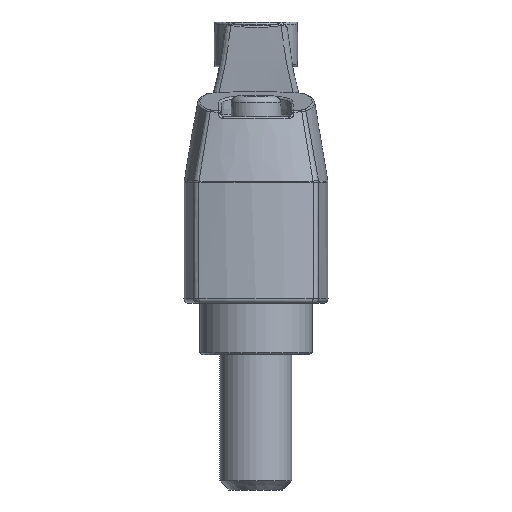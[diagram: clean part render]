
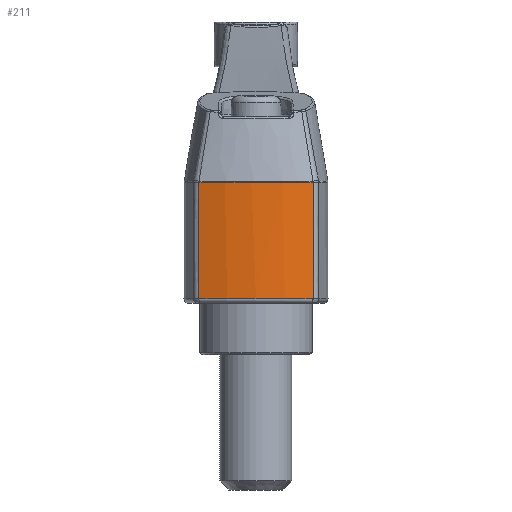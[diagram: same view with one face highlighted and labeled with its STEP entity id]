
A CAD part, left-side view. The second image highlights one B-rep face of the part: STEP entity #211.
In plain terms, the highlighted cylindrical face has radius 39.985 mm (diameter 79.97 mm), a partial arc.
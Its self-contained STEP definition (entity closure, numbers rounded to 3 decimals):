
#211 = ADVANCED_FACE( '', ( #532 ), #533, .T. );
#532 = FACE_OUTER_BOUND( '', #3282, .T. );
#533 = CYLINDRICAL_SURFACE( '', #3283, 39.985 );
#3282 = EDGE_LOOP( '', ( #12132, #12133, #12134, #12135 ) );
#3283 = AXIS2_PLACEMENT_3D( '', #12136, #12137, #12138 );
#12132 = ORIENTED_EDGE( '', *, *, #12912, .T. );
#12133 = ORIENTED_EDGE( '', *, *, #13022, .T. );
#12134 = ORIENTED_EDGE( '', *, *, #13023, .T. );
#12135 = ORIENTED_EDGE( '', *, *, #13024, .T. );
#12136 = CARTESIAN_POINT( '', ( 23.985, 0., 0. ) );
#12137 = DIRECTION( '', ( 0., 0., 1. ) );
#12138 = DIRECTION( '', ( -1., 0., 0. ) );
#12912 = EDGE_CURVE( '', #13353, #13351, #13354, .T. );
#13022 = EDGE_CURVE( '', #13351, #13536, #13537, .F. );
#13023 = EDGE_CURVE( '', #13536, #13538, #13539, .T. );
#13024 = EDGE_CURVE( '', #13538, #13353, #13540, .T. );
#13351 = VERTEX_POINT( '', #13963 );
#13353 = VERTEX_POINT( '', #13974 );
#13354 = B_SPLINE_CURVE_WITH_KNOTS( '', 3, ( #13975, #13976, #13977, #13978 ), .UNSPECIFIED., .F., .F., ( 4, 4 ), ( 0.006, 0.963 ), .UNSPECIFIED. );
#13536 = VERTEX_POINT( '', #15164 );
#13537 = CIRCLE( '', #15165, 39.985 );
#13538 = VERTEX_POINT( '', #15166 );
#13539 = B_SPLINE_CURVE_WITH_KNOTS( '', 3, ( #15167, #15168, #15169, #15170 ), .UNSPECIFIED., .F., .F., ( 4, 4 ), ( 0.037, 0.994 ), .UNSPECIFIED. );
#13540 = B_SPLINE_CURVE_WITH_KNOTS( '', 3, ( #15171, #15172, #15173, #15174, #15175, #15176, #15177, #15178, #15179, #15180, #15181, #15182, #15183, #15184, #15185, #15186, #15187, #15188, #15189, #15190, #15191, #15192, #15193, #15194, #15195, #15196, #15197, #15198, #15199, #15200, #15201, #15202, #15203, #15204, #15205, #15206, #15207, #15208, #15209, #15210 ), .UNSPECIFIED., .F., .F., ( 4, 1, 2, 2, 2, 2, 2, 2, 2, 2, 2, 2, 2, 2, 2, 1, 2, 2, 2, 2, 4 ), ( 0., 0.001, 0.002, 0.003, 0.005, 0.006, 0.007, 0.008, 0.01, 0.011, 0.013, 0.014, 0.016, 0.018, 0.018, 0.019, 0.021, 0.022, 0.022, 0.024, 0.026 ), .UNSPECIFIED. );
#13963 = CARTESIAN_POINT( '', ( -13.938, 12.675, 1. ) );
#13974 = CARTESIAN_POINT( '', ( -13.938, 12.675, 26.844 ) );
#13975 = CARTESIAN_POINT( '', ( -13.938, 12.675, 26.844 ) );
#13976 = CARTESIAN_POINT( '', ( -13.938, 12.675, 18.23 ) );
#13977 = CARTESIAN_POINT( '', ( -13.938, 12.675, 9.615 ) );
#13978 = CARTESIAN_POINT( '', ( -13.938, 12.675, 1. ) );
#15164 = CARTESIAN_POINT( '', ( -13.938, -12.675, 1. ) );
#15165 = AXIS2_PLACEMENT_3D( '', #18793, #18794, #18795 );
#15166 = CARTESIAN_POINT( '', ( -13.938, -12.675, 26.844 ) );
#15167 = CARTESIAN_POINT( '', ( -13.938, -12.675, 1. ) );
#15168 = CARTESIAN_POINT( '', ( -13.938, -12.675, 9.615 ) );
#15169 = CARTESIAN_POINT( '', ( -13.938, -12.675, 18.23 ) );
#15170 = CARTESIAN_POINT( '', ( -13.938, -12.675, 26.844 ) );
#15171 = CARTESIAN_POINT( '', ( -13.938, -12.675, 26.844 ) );
#15172 = CARTESIAN_POINT( '', ( -14.024, -12.418, 26.845 ) );
#15173 = CARTESIAN_POINT( '', ( -14.19, -11.903, 26.847 ) );
#15174 = CARTESIAN_POINT( '', ( -14.346, -11.386, 26.848 ) );
#15175 = CARTESIAN_POINT( '', ( -14.571, -10.61, 26.851 ) );
#15176 = CARTESIAN_POINT( '', ( -14.71, -10.09, 26.852 ) );
#15177 = CARTESIAN_POINT( '', ( -14.967, -9.048, 26.855 ) );
#15178 = CARTESIAN_POINT( '', ( -15.084, -8.525, 26.856 ) );
#15179 = CARTESIAN_POINT( '', ( -15.299, -7.475, 26.859 ) );
#15180 = CARTESIAN_POINT( '', ( -15.395, -6.949, 26.86 ) );
#15181 = CARTESIAN_POINT( '', ( -15.524, -6.157, 26.861 ) );
#15182 = CARTESIAN_POINT( '', ( -15.564, -5.892, 26.861 ) );
#15183 = CARTESIAN_POINT( '', ( -15.64, -5.362, 26.862 ) );
#15184 = CARTESIAN_POINT( '', ( -15.675, -5.097, 26.863 ) );
#15185 = CARTESIAN_POINT( '', ( -15.772, -4.3, 26.864 ) );
#15186 = CARTESIAN_POINT( '', ( -15.826, -3.766, 26.864 ) );
#15187 = CARTESIAN_POINT( '', ( -15.913, -2.696, 26.865 ) );
#15188 = CARTESIAN_POINT( '', ( -15.945, -2.16, 26.865 ) );
#15189 = CARTESIAN_POINT( '', ( -15.989, -1.082, 26.866 ) );
#15190 = CARTESIAN_POINT( '', ( -16., -0.542, 26.866 ) );
#15191 = CARTESIAN_POINT( '', ( -16., 0.542, 26.866 ) );
#15192 = CARTESIAN_POINT( '', ( -15.989, 1.082, 26.866 ) );
#15193 = CARTESIAN_POINT( '', ( -15.945, 2.16, 26.865 ) );
#15194 = CARTESIAN_POINT( '', ( -15.913, 2.696, 26.865 ) );
#15195 = CARTESIAN_POINT( '', ( -15.826, 3.766, 26.864 ) );
#15196 = CARTESIAN_POINT( '', ( -15.772, 4.3, 26.864 ) );
#15197 = CARTESIAN_POINT( '', ( -15.675, 5.097, 26.862 ) );
#15198 = CARTESIAN_POINT( '', ( -15.64, 5.362, 26.862 ) );
#15199 = CARTESIAN_POINT( '', ( -15.564, 5.892, 26.861 ) );
#15200 = CARTESIAN_POINT( '', ( -15.443, 6.686, 26.86 ) );
#15201 = CARTESIAN_POINT( '', ( -15.299, 7.475, 26.858 ) );
#15202 = CARTESIAN_POINT( '', ( -15.138, 8.262, 26.857 ) );
#15203 = CARTESIAN_POINT( '', ( -15.082, 8.524, 26.856 ) );
#15204 = CARTESIAN_POINT( '', ( -14.964, 9.047, 26.855 ) );
#15205 = CARTESIAN_POINT( '', ( -14.902, 9.308, 26.854 ) );
#15206 = CARTESIAN_POINT( '', ( -14.71, 10.09, 26.852 ) );
#15207 = CARTESIAN_POINT( '', ( -14.571, 10.61, 26.851 ) );
#15208 = CARTESIAN_POINT( '', ( -14.271, 11.645, 26.848 ) );
#15209 = CARTESIAN_POINT( '', ( -14.11, 12.161, 26.846 ) );
#15210 = CARTESIAN_POINT( '', ( -13.938, 12.675, 26.844 ) );
#18793 = CARTESIAN_POINT( '', ( 23.985, 0., 1. ) );
#18794 = DIRECTION( '', ( 0., 0., -1. ) );
#18795 = DIRECTION( '', ( -1., 0., 0. ) );
